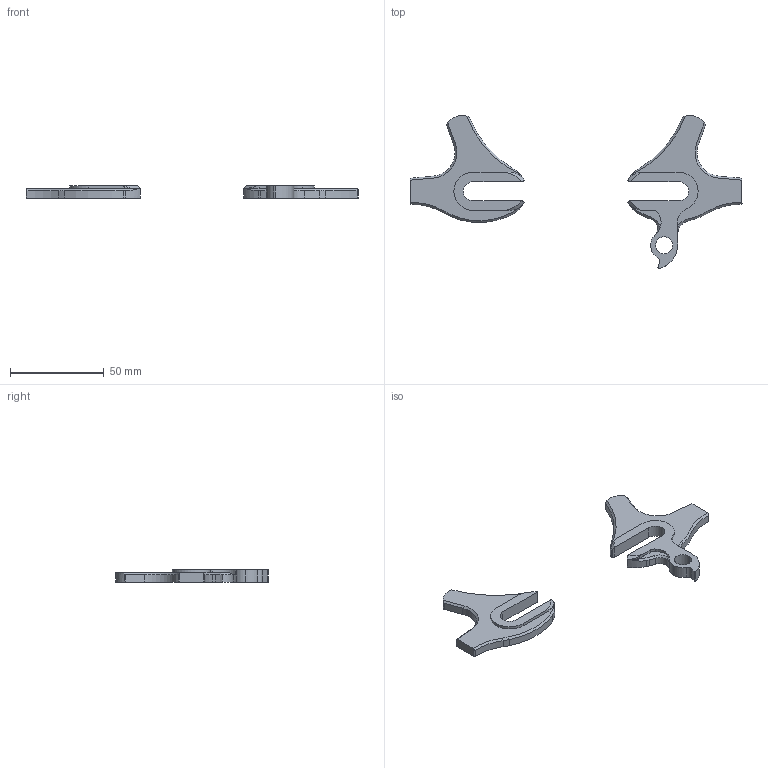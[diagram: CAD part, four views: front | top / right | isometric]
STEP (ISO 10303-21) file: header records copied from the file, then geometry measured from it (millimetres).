
FILE_DESCRIPTION (( 'STEP AP214' ), '1' );
FILE_NAME ('DR0015.STEP', '2014-11-19T23:47:33', ( '' ), ( '' ), 'SwSTEP 2.0', 'SolidWorks 2014', '' );
FILE_SCHEMA (( 'AUTOMOTIVE_DESIGN' ));
Length unit declared in the file: millimetre
Products named in the file (3): DR0015R; DR0015; DR0013L
Assembly tree (2 placements, depth 2):
  DR0015
    DR0015R
    DR0013L
Bounding box: 177.38 x 81.73 x 6.5 mm (x, y, z)
Volume: 18432.4 mm3; surface area: 10182.7 mm2
Topology: 2 solids, 2 shells, 109 faces, 305 edges, 200 vertices
Faces by surface type: cylinder 59, plane 32, cone 18
Entity records: 3774 total; most frequent: CARTESIAN_POINT 823, DIRECTION 618, ORIENTED_EDGE 610, EDGE_CURVE 305, AXIS2_PLACEMENT_3D 239, VERTEX_POINT 200, VECTOR 140, LINE 140
